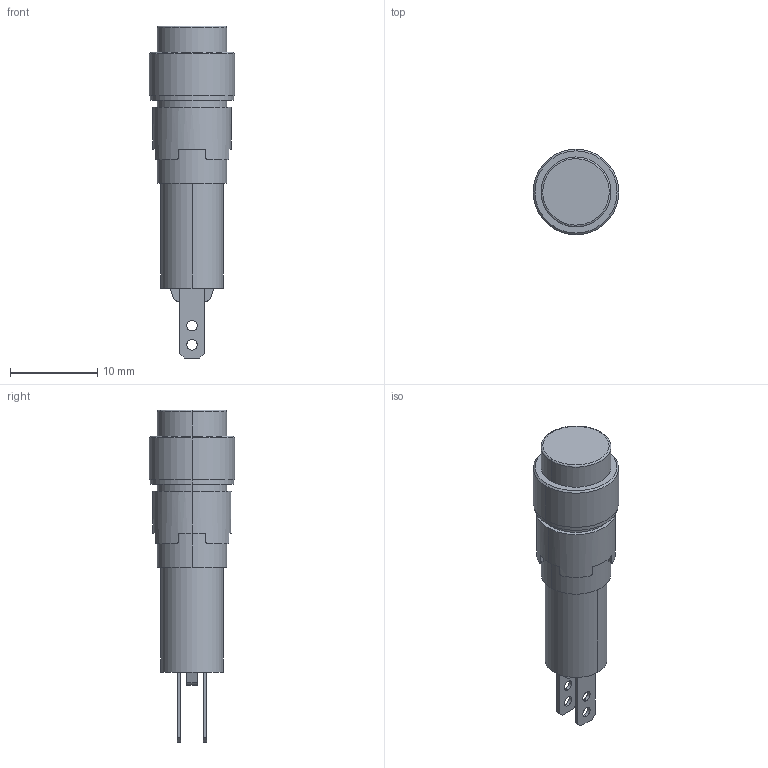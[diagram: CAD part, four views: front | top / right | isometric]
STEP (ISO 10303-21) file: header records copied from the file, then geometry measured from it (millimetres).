
FILE_DESCRIPTION (( 'STEP AP214' ), '1' );
FILE_NAME ('61_AP8M1##$.STEP', '2020-10-27T07:39:59', ( 'IDEC' ), ( 'IDEC' ), 'SwSTEP 2.0', 'SolidWorks 2019', '' );
FILE_SCHEMA (( 'AUTOMOTIVE_DESIGN' ));
Length unit declared in the file: millimetre
Products named in the file (3): AP8M1-BODY; 61_AP8M1##$; AP8-NUT
Assembly tree (2 placements, depth 2):
  61_AP8M1##$
    AP8M1-BODY
    AP8-NUT
Bounding box: 9.8 x 9.8 x 38 mm (x, y, z)
Volume: 1605.4 mm3; surface area: 1328.7 mm2
Topology: 2 solids, 2 shells, 78 faces, 200 edges, 132 vertices
Faces by surface type: plane 42, cylinder 32, cone 2, bspline 2
Entity records: 2578 total; most frequent: CARTESIAN_POINT 537, DIRECTION 408, ORIENTED_EDGE 400, EDGE_CURVE 200, AXIS2_PLACEMENT_3D 147, VERTEX_POINT 132, LINE 114, VECTOR 114
